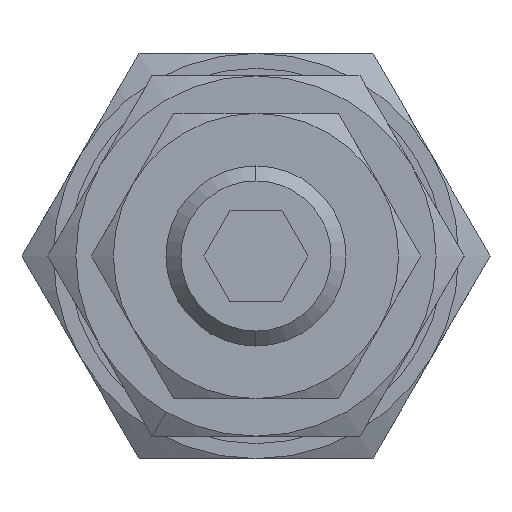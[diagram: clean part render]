
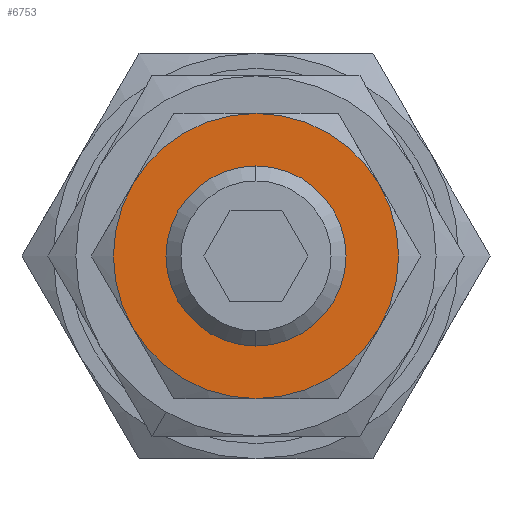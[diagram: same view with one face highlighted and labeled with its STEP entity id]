
A CAD part, left-side view. The second image highlights one B-rep face of the part: STEP entity #6753.
In plain terms, the highlighted planar face has unit normal (-1, 0, 0).
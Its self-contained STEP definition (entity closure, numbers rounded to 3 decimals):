
#58 = CARTESIAN_POINT ( 'NONE',  ( -52.529, -6.554, 9.5 ) ) ;
#361 = ORIENTED_EDGE ( 'NONE', *, *, #4806, .F. ) ;
#414 = ORIENTED_EDGE ( 'NONE', *, *, #960, .F. ) ;
#616 = EDGE_CURVE ( 'NONE', #3342, #1353, #1320, .T. ) ;
#960 = EDGE_CURVE ( 'NONE', #2429, #2946, #5767, .T. ) ;
#1056 = ORIENTED_EDGE ( 'NONE', *, *, #1429, .F. ) ;
#1137 = ORIENTED_EDGE ( 'NONE', *, *, #3535, .F. ) ;
#1320 = CIRCLE ( 'NONE', #7605, 9.5 ) ;
#1353 = VERTEX_POINT ( 'NONE', #7379 ) ;
#1429 = EDGE_CURVE ( 'NONE', #6958, #1667, #5757, .T. ) ;
#1516 = CARTESIAN_POINT ( 'NONE',  ( -52.529, -6.554, 0. ) ) ;
#1667 = VERTEX_POINT ( 'NONE', #5957 ) ;
#1879 = PLANE ( 'NONE',  #4751 ) ;
#2018 = CARTESIAN_POINT ( 'NONE',  ( -52.529, -6.554, 0. ) ) ;
#2069 = DIRECTION ( 'NONE',  ( 0., 0., -1. ) ) ;
#2101 = AXIS2_PLACEMENT_3D ( 'NONE', #2848, #6975, #3435 ) ;
#2141 = AXIS2_PLACEMENT_3D ( 'NONE', #3476, #2443, #3292 ) ;
#2281 = DIRECTION ( 'NONE',  ( 1., 0., 0. ) ) ;
#2429 = VERTEX_POINT ( 'NONE', #3666 ) ;
#2443 = DIRECTION ( 'NONE',  ( 1., 0., 0. ) ) ;
#2457 = DIRECTION ( 'NONE',  ( 0., 0., -1. ) ) ;
#2498 = AXIS2_PLACEMENT_3D ( 'NONE', #1516, #5649, #2069 ) ;
#2631 = DIRECTION ( 'NONE',  ( 0., 0., -1. ) ) ;
#2848 = CARTESIAN_POINT ( 'NONE',  ( -52.529, -6.554, 0. ) ) ;
#2946 = VERTEX_POINT ( 'NONE', #6737 ) ;
#3198 = EDGE_CURVE ( 'NONE', #3342, #2946, #4041, .T. ) ;
#3261 = EDGE_LOOP ( 'NONE', ( #1137, #1056, #361, #4359, #6323, #414 ) ) ;
#3292 = DIRECTION ( 'NONE',  ( 0., 0., -1. ) ) ;
#3342 = VERTEX_POINT ( 'NONE', #58 ) ;
#3435 = DIRECTION ( 'NONE',  ( 0., 0., 1. ) ) ;
#3476 = CARTESIAN_POINT ( 'NONE',  ( -52.529, -6.554, 0. ) ) ;
#3527 = CARTESIAN_POINT ( 'NONE',  ( -52.529, 9.9, 9.5 ) ) ;
#3535 = EDGE_CURVE ( 'NONE', #1667, #2429, #4597, .T. ) ;
#3666 = CARTESIAN_POINT ( 'NONE',  ( -52.529, 1.673, -4.75 ) ) ;
#4041 = CIRCLE ( 'NONE', #2101, 9.5 ) ;
#4359 = ORIENTED_EDGE ( 'NONE', *, *, #616, .F. ) ;
#4577 = AXIS2_PLACEMENT_3D ( 'NONE', #2018, #6199, #2631 ) ;
#4597 = CIRCLE ( 'NONE', #4577, 9.5 ) ;
#4751 = AXIS2_PLACEMENT_3D ( 'NONE', #3527, #6027, #2457 ) ;
#4806 = EDGE_CURVE ( 'NONE', #1353, #6958, #7456, .T. ) ;
#5075 = CARTESIAN_POINT ( 'NONE',  ( -52.529, -14.782, -4.75 ) ) ;
#5107 = FACE_OUTER_BOUND ( 'NONE', #3261, .T. ) ;
#5151 = CARTESIAN_POINT ( 'NONE',  ( -52.529, -6.554, 0. ) ) ;
#5256 = CARTESIAN_POINT ( 'NONE',  ( -52.529, -6.554, 0. ) ) ;
#5557 = DIRECTION ( 'NONE',  ( 0., 0., -1. ) ) ;
#5649 = DIRECTION ( 'NONE',  ( 1., 0., 0. ) ) ;
#5757 = CIRCLE ( 'NONE', #7420, 9.5 ) ;
#5767 = CIRCLE ( 'NONE', #2141, 9.5 ) ;
#5847 = DIRECTION ( 'NONE',  ( 1., 0., 0. ) ) ;
#5957 = CARTESIAN_POINT ( 'NONE',  ( -52.529, -6.554, -9.5 ) ) ;
#6027 = DIRECTION ( 'NONE',  ( 1., 0., 0. ) ) ;
#6199 = DIRECTION ( 'NONE',  ( 1., 0., 0. ) ) ;
#6323 = ORIENTED_EDGE ( 'NONE', *, *, #3198, .T. ) ;
#6737 = CARTESIAN_POINT ( 'NONE',  ( -52.529, 1.673, 4.75 ) ) ;
#6753 = ADVANCED_FACE ( 'NONE', ( #5107 ), #1879, .F. ) ;
#6958 = VERTEX_POINT ( 'NONE', #5075 ) ;
#6975 = DIRECTION ( 'NONE',  ( -1., 0., 0. ) ) ;
#7379 = CARTESIAN_POINT ( 'NONE',  ( -52.529, -14.782, 4.75 ) ) ;
#7404 = DIRECTION ( 'NONE',  ( 0., 0., -1. ) ) ;
#7420 = AXIS2_PLACEMENT_3D ( 'NONE', #5151, #2281, #7404 ) ;
#7456 = CIRCLE ( 'NONE', #2498, 9.5 ) ;
#7605 = AXIS2_PLACEMENT_3D ( 'NONE', #5256, #5847, #5557 ) ;
